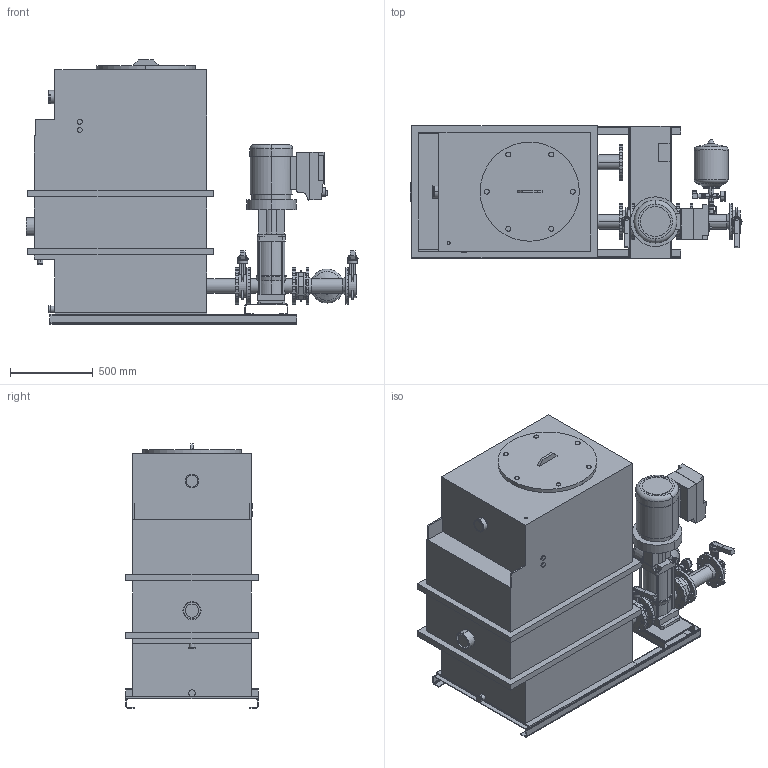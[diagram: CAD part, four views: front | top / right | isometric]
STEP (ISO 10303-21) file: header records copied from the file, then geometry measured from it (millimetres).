
FILE_DESCRIPTION(('no description'),'unknown implementation level');
FILE_NAME('Honeywell 06-2016_CBU146-80B-060_3D.stp',' ',('pit-cup GmbH'),('ccLab - KiM Gmbh - www.kimweb.de'),'unknown preprocess','ACIS','unknown authorization');
FILE_SCHEMA(('automotive_design'));
Length unit declared in the file: millimetre
Products named in the file (7): 1; 2; 3; 4; 5; 6; 7
Bounding box: 2010.3 x 800 x 1600 mm (x, y, z)
Volume: 1134187747.2 mm3; surface area: 11475365 mm2
Topology: 7 solids, 15 shells, 4168 faces, 11974 edges, 7922 vertices
Faces by surface type: plane 3722, cylinder 354, cone 70, torus 22
Entity records: 269240 total; most frequent: CARTESIAN_POINT 25354, STYLED_ITEM 24071, PRESENTATION_STYLE_ASSIGNMENT 24071, COLOUR_RGB 24071, ORIENTED_EDGE 23948, DIRECTION 21325, EDGE_CURVE 11974, CURVE_STYLE 11974
